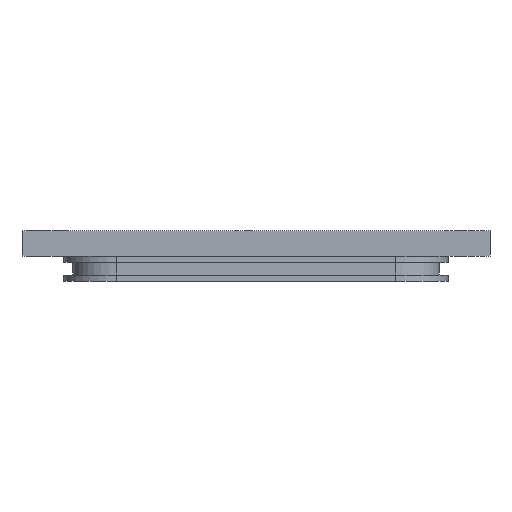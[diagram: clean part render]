
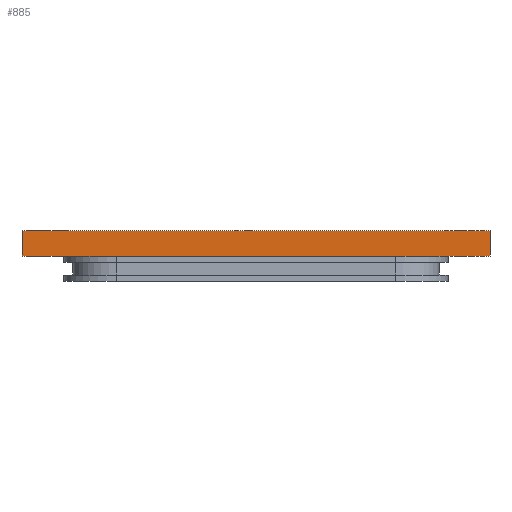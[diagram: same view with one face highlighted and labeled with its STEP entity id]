
A CAD part, front view. The second image highlights one B-rep face of the part: STEP entity #885.
In plain terms, the highlighted planar face has unit normal (0, -1, 0).
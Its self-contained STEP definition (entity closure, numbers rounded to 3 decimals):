
#85 = PLANE('',#86);
#86 = AXIS2_PLACEMENT_3D('',#87,#88,#89);
#87 = CARTESIAN_POINT('',(131.6,-112.4,7.));
#88 = DIRECTION('',(-1.,0.,0.));
#89 = DIRECTION('',(0.,1.,0.));
#113 = PLANE('',#114);
#114 = AXIS2_PLACEMENT_3D('',#115,#116,#117);
#115 = CARTESIAN_POINT('',(150.,-93.725,9.));
#116 = DIRECTION('',(-0.,-0.,-1.));
#117 = DIRECTION('',(-1.,0.,0.));
#141 = PLANE('',#142);
#142 = AXIS2_PLACEMENT_3D('',#143,#144,#145);
#143 = CARTESIAN_POINT('',(168.4,-75.05,7.));
#144 = DIRECTION('',(1.,0.,0.));
#145 = DIRECTION('',(0.,-1.,0.));
#167 = PLANE('',#168);
#168 = AXIS2_PLACEMENT_3D('',#169,#170,#171);
#169 = CARTESIAN_POINT('',(150.,-93.725,7.));
#170 = DIRECTION('',(-0.,-0.,-1.));
#171 = DIRECTION('',(-1.,0.,0.));
#182 = EDGE_CURVE('',#183,#185,#187,.T.);
#183 = VERTEX_POINT('',#184);
#184 = CARTESIAN_POINT('',(131.6,-112.4,7.));
#185 = VERTEX_POINT('',#186);
#186 = CARTESIAN_POINT('',(131.6,-112.4,9.));
#187 = SURFACE_CURVE('',#188,(#192,#199),.PCURVE_S1.);
#188 = LINE('',#189,#190);
#189 = CARTESIAN_POINT('',(131.6,-112.4,7.));
#190 = VECTOR('',#191,1.);
#191 = DIRECTION('',(0.,0.,1.));
#192 = PCURVE('',#85,#193);
#193 = DEFINITIONAL_REPRESENTATION('',(#194),#198);
#194 = LINE('',#195,#196);
#195 = CARTESIAN_POINT('',(0.,0.));
#196 = VECTOR('',#197,1.);
#197 = DIRECTION('',(0.,-1.));
#198 = ( GEOMETRIC_REPRESENTATION_CONTEXT(2) 
PARAMETRIC_REPRESENTATION_CONTEXT() REPRESENTATION_CONTEXT('2D SPACE',''
  ) );
#199 = PCURVE('',#200,#205);
#200 = PLANE('',#201);
#201 = AXIS2_PLACEMENT_3D('',#202,#203,#204);
#202 = CARTESIAN_POINT('',(168.4,-112.4,7.));
#203 = DIRECTION('',(0.,-1.,0.));
#204 = DIRECTION('',(-1.,0.,0.));
#205 = DEFINITIONAL_REPRESENTATION('',(#206),#210);
#206 = LINE('',#207,#208);
#207 = CARTESIAN_POINT('',(36.8,0.));
#208 = VECTOR('',#209,1.);
#209 = DIRECTION('',(0.,-1.));
#210 = ( GEOMETRIC_REPRESENTATION_CONTEXT(2) 
PARAMETRIC_REPRESENTATION_CONTEXT() REPRESENTATION_CONTEXT('2D SPACE',''
  ) );
#260 = VERTEX_POINT('',#261);
#261 = CARTESIAN_POINT('',(168.4,-112.4,9.));
#282 = EDGE_CURVE('',#283,#260,#285,.T.);
#283 = VERTEX_POINT('',#284);
#284 = CARTESIAN_POINT('',(168.4,-112.4,7.));
#285 = SURFACE_CURVE('',#286,(#290,#297),.PCURVE_S1.);
#286 = LINE('',#287,#288);
#287 = CARTESIAN_POINT('',(168.4,-112.4,7.));
#288 = VECTOR('',#289,1.);
#289 = DIRECTION('',(0.,0.,1.));
#290 = PCURVE('',#141,#291);
#291 = DEFINITIONAL_REPRESENTATION('',(#292),#296);
#292 = LINE('',#293,#294);
#293 = CARTESIAN_POINT('',(37.35,0.));
#294 = VECTOR('',#295,1.);
#295 = DIRECTION('',(0.,-1.));
#296 = ( GEOMETRIC_REPRESENTATION_CONTEXT(2) 
PARAMETRIC_REPRESENTATION_CONTEXT() REPRESENTATION_CONTEXT('2D SPACE',''
  ) );
#297 = PCURVE('',#200,#298);
#298 = DEFINITIONAL_REPRESENTATION('',(#299),#303);
#299 = LINE('',#300,#301);
#300 = CARTESIAN_POINT('',(0.,-0.));
#301 = VECTOR('',#302,1.);
#302 = DIRECTION('',(0.,-1.));
#303 = ( GEOMETRIC_REPRESENTATION_CONTEXT(2) 
PARAMETRIC_REPRESENTATION_CONTEXT() REPRESENTATION_CONTEXT('2D SPACE',''
  ) );
#331 = EDGE_CURVE('',#283,#183,#332,.T.);
#332 = SURFACE_CURVE('',#333,(#337,#344),.PCURVE_S1.);
#333 = LINE('',#334,#335);
#334 = CARTESIAN_POINT('',(168.4,-112.4,7.));
#335 = VECTOR('',#336,1.);
#336 = DIRECTION('',(-1.,0.,0.));
#337 = PCURVE('',#167,#338);
#338 = DEFINITIONAL_REPRESENTATION('',(#339),#343);
#339 = LINE('',#340,#341);
#340 = CARTESIAN_POINT('',(-18.4,-18.675));
#341 = VECTOR('',#342,1.);
#342 = DIRECTION('',(1.,0.));
#343 = ( GEOMETRIC_REPRESENTATION_CONTEXT(2) 
PARAMETRIC_REPRESENTATION_CONTEXT() REPRESENTATION_CONTEXT('2D SPACE',''
  ) );
#344 = PCURVE('',#200,#345);
#345 = DEFINITIONAL_REPRESENTATION('',(#346),#350);
#346 = LINE('',#347,#348);
#347 = CARTESIAN_POINT('',(0.,-0.));
#348 = VECTOR('',#349,1.);
#349 = DIRECTION('',(1.,0.));
#350 = ( GEOMETRIC_REPRESENTATION_CONTEXT(2) 
PARAMETRIC_REPRESENTATION_CONTEXT() REPRESENTATION_CONTEXT('2D SPACE',''
  ) );
#744 = EDGE_CURVE('',#260,#185,#745,.T.);
#745 = SURFACE_CURVE('',#746,(#750,#757),.PCURVE_S1.);
#746 = LINE('',#747,#748);
#747 = CARTESIAN_POINT('',(168.4,-112.4,9.));
#748 = VECTOR('',#749,1.);
#749 = DIRECTION('',(-1.,0.,0.));
#750 = PCURVE('',#113,#751);
#751 = DEFINITIONAL_REPRESENTATION('',(#752),#756);
#752 = LINE('',#753,#754);
#753 = CARTESIAN_POINT('',(-18.4,-18.675));
#754 = VECTOR('',#755,1.);
#755 = DIRECTION('',(1.,0.));
#756 = ( GEOMETRIC_REPRESENTATION_CONTEXT(2) 
PARAMETRIC_REPRESENTATION_CONTEXT() REPRESENTATION_CONTEXT('2D SPACE',''
  ) );
#757 = PCURVE('',#200,#758);
#758 = DEFINITIONAL_REPRESENTATION('',(#759),#763);
#759 = LINE('',#760,#761);
#760 = CARTESIAN_POINT('',(0.,-2.));
#761 = VECTOR('',#762,1.);
#762 = DIRECTION('',(1.,0.));
#763 = ( GEOMETRIC_REPRESENTATION_CONTEXT(2) 
PARAMETRIC_REPRESENTATION_CONTEXT() REPRESENTATION_CONTEXT('2D SPACE',''
  ) );
#885 = ADVANCED_FACE('',(#886),#200,.T.);
#886 = FACE_BOUND('',#887,.T.);
#887 = EDGE_LOOP('',(#888,#889,#890,#891));
#888 = ORIENTED_EDGE('',*,*,#282,.T.);
#889 = ORIENTED_EDGE('',*,*,#744,.T.);
#890 = ORIENTED_EDGE('',*,*,#182,.F.);
#891 = ORIENTED_EDGE('',*,*,#331,.F.);
